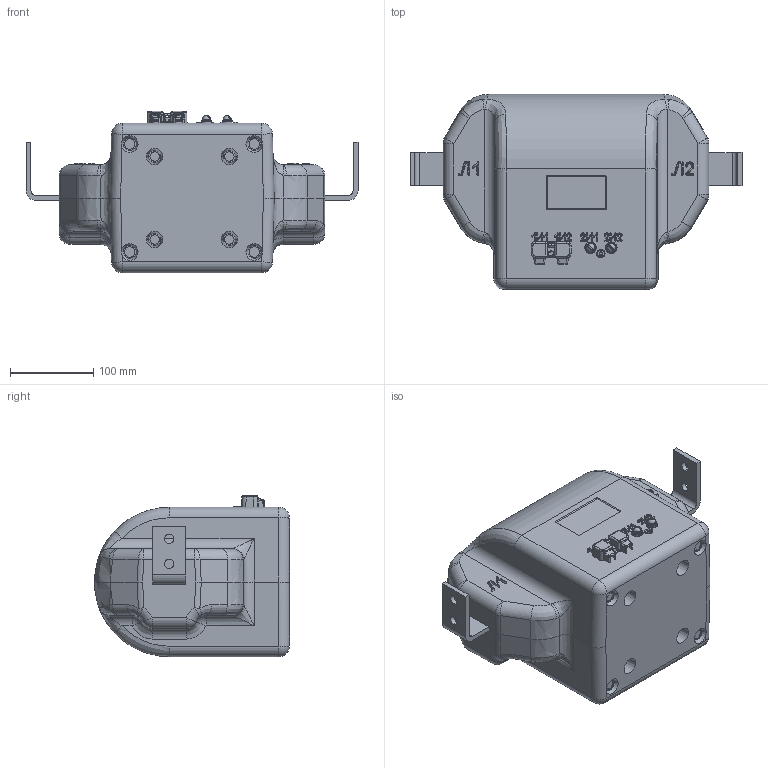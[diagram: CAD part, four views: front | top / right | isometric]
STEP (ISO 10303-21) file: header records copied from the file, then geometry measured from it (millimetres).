
FILE_DESCRIPTION (( 'STEP AP203' ), '1' );
FILE_NAME ('ÒÏË íà òîêè 400-1000.STEP', '2022-07-28T09:32:18', ( '' ), ( '' ), 'SwSTEP 2.0', 'SolidWorks 2010', '' );
FILE_SCHEMA (( 'CONFIG_CONTROL_DESIGN' ));
Length unit declared in the file: millimetre
Products named in the file (32): 8藤.300.030_-00; 6藤.176.021_-01; ÒÏË íà òîêè 400-1000; ﾋ頸鵫 硴鶴 ﾒﾏﾋ-10-ﾌ_-01 (500-1000); Ãàéêà M10-6H.5.0112 ÃÎÑÒ 5915-70_Ãàéêà M10-6H.5.0112 ÃÎÑÒ 5915-70; 疿岍.714 661.001 (8桋.551.046)_8桋.551.046; 8藤.946.048_-03; 疿岍.713 661.001; Ãàéêà M10-6H.0112 ÃÎÑÒ 5915-70_Ãàéêà M10-6H.0112 ÃÎÑÒ 5915-70; 6ﾃﾃ.610.015_-00 (400 ﾀ); 5藤.540.093; 8藤.570.054; Èçîëÿöèÿ äëÿ 5ÃÃ.540.093; 5藤.640.135; 5藤.522.319; 5藤.520.020; 8藤.636.056; 5藤.520.020_-01; Îáìîòêà (5ãã.520.020); 5藤.522.319_-01; 8藤.300.031_-00; 8藤.636.056_-03; 8藤.300.030_-02; 5藤.640.135_-02; 鎔艜 M6x10 襞旂 17473-80_鎔艜 M6x10 襞旂 17473-80; 疿岍.753 332.002; Îáìîòêà (5ãã.520.020)_-01; 8藤.300.031_-02; Âèíò 2Ì4-6qx8.58.0112 ÎÑÒ 131144-80; 8藤.313.008_Default; ﾘ琺矜 C.6 ﾃﾎﾑﾒ 11371-78_ﾘ琺矜 C.6 ﾃﾎﾑﾒ 11371-78; ﾘ琺矜 6 ﾃﾎﾑﾒ 6402-70_ﾘ琺矜 6 ﾃﾎﾑﾒ 6402-70
Assembly tree (50 placements, depth 7):
  ÒÏË íà òîêè 400-1000
    ﾘ琺矜 6 ﾃﾎﾑﾒ 6402-70_ﾘ琺矜 6 ﾃﾎﾑﾒ 6402-70  x4
    ﾘ琺矜 C.6 ﾃﾎﾑﾒ 11371-78_ﾘ琺矜 C.6 ﾃﾎﾑﾒ 11371-78  x4
    Âèíò 2Ì4-6qx8.58.0112 ÎÑÒ 131144-80
    鎔艜 M6x10 襞旂 17473-80_鎔艜 M6x10 襞旂 17473-80  x4
    8藤.313.008_Default
    6藤.176.021_-01
      疿岍.714 661.001 (8桋.551.046)_8桋.551.046  x4
      8藤.946.048_-03  x4
      疿岍.713 661.001  x2
      ﾋ頸鵫 硴鶴 ﾒﾏﾋ-10-ﾌ_-01 (500-1000)
      6ﾃﾃ.610.015_-00 (400 ﾀ)
        5藤.522.319_-01
          5藤.520.020_-01
            5藤.640.135_-02
              8藤.300.031_-02
              8藤.300.030_-02
              8藤.636.056_-03
            Îáìîòêà (5ãã.520.020)_-01
          疿岍.753 332.002
        5藤.522.319
          5藤.520.020
            Îáìîòêà (5ãã.520.020)
            5藤.640.135
              8藤.636.056
              8藤.300.030_-00
              8藤.300.031_-00
          疿岍.753 332.002
        5藤.540.093
          Èçîëÿöèÿ äëÿ 5ÃÃ.540.093
          8藤.570.054
      Ãàéêà M10-6H.0112 ÃÎÑÒ 5915-70_Ãàéêà M10-6H.0112 ÃÎÑÒ 5915-70  x2
      Ãàéêà M10-6H.5.0112 ÃÎÑÒ 5915-70_Ãàéêà M10-6H.5.0112 ÃÎÑÒ 5915-70  x2
Bounding box: 400 x 235 x 194.5 mm (x, y, z)
Volume: 9154629.4 mm3; surface area: 1800955.8 mm2
Topology: 60 solids, 63 shells, 2143 faces, 5248 edges, 3263 vertices
Faces by surface type: plane 837, cylinder 461, cone 384, bspline 225, torus 188, sphere 48
Entity records: 65751 total; most frequent: CARTESIAN_POINT 20916, ORIENTED_EDGE 8692, DIRECTION 8430, EDGE_CURVE 4346, AXIS2_PLACEMENT_3D 3215, VERTEX_POINT 2716, LINE 2000, VECTOR 2000
